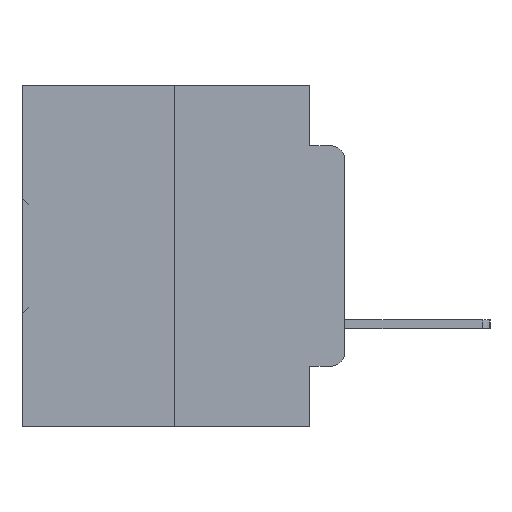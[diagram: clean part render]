
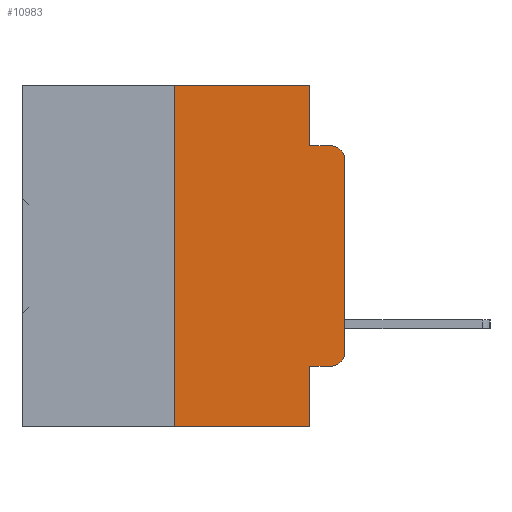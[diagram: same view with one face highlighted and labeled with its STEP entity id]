
A CAD part, left-side view. The second image highlights one B-rep face of the part: STEP entity #10983.
In plain terms, the highlighted planar face has unit normal (-1, 0, 0).
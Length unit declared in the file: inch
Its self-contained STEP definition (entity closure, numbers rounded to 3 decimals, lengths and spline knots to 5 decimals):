
#111 = VERTEX_POINT ( 'NONE', #24464 ) ;
#635 = CARTESIAN_POINT ( 'NONE',  ( 0., 0.051, 0. ) ) ;
#924 = DIRECTION ( 'NONE',  ( 0., 0., -1. ) ) ;
#2710 = CARTESIAN_POINT ( 'NONE',  ( 0., 0.473, -0.5 ) ) ;
#3904 = VERTEX_POINT ( 'NONE', #35260 ) ;
#3930 = DIRECTION ( 'NONE',  ( 0., -1., 0. ) ) ;
#4240 = CARTESIAN_POINT ( 'NONE',  ( 0., 0.051, -0.5 ) ) ;
#5071 = AXIS2_PLACEMENT_3D ( 'NONE', #14193, #33942, #17051 ) ;
#5541 = LINE ( 'NONE', #31315, #19903 ) ;
#5941 = ORIENTED_EDGE ( 'NONE', *, *, #21786, .T. ) ;
#6111 = VERTEX_POINT ( 'NONE', #25281 ) ;
#6958 = LINE ( 'NONE', #35070, #13737 ) ;
#7267 = CARTESIAN_POINT ( 'NONE',  ( 0., 0., 0. ) ) ;
#7646 = EDGE_CURVE ( 'NONE', #16604, #18316, #15010, .T. ) ;
#7690 = DIRECTION ( 'NONE',  ( -1., 0., 0. ) ) ;
#8074 = VECTOR ( 'NONE', #924, 39.37008 ) ;
#9412 = ORIENTED_EDGE ( 'NONE', *, *, #34960, .F. ) ;
#9464 = PLANE ( 'NONE',  #18828 ) ;
#9610 = EDGE_CURVE ( 'NONE', #10552, #16604, #22489, .T. ) ;
#9816 = VECTOR ( 'NONE', #23495, 39.37008 ) ;
#10408 = VECTOR ( 'NONE', #19939, 39.37008 ) ;
#10552 = VERTEX_POINT ( 'NONE', #19986 ) ;
#10853 = VECTOR ( 'NONE', #15195, 39.37008 ) ;
#10983 = ADVANCED_FACE ( 'NONE', ( #30916 ), #9464, .F. ) ;
#11322 = LINE ( 'NONE', #2710, #10408 ) ;
#11526 = CARTESIAN_POINT ( 'NONE',  ( 0., 0.051, 0. ) ) ;
#11755 = LINE ( 'NONE', #635, #10853 ) ;
#12037 = VECTOR ( 'NONE', #3930, 39.37008 ) ;
#12232 = ORIENTED_EDGE ( 'NONE', *, *, #19895, .T. ) ;
#12369 = DIRECTION ( 'NONE',  ( 0., 0., -1. ) ) ;
#12384 = ORIENTED_EDGE ( 'NONE', *, *, #23718, .F. ) ;
#12822 = CARTESIAN_POINT ( 'NONE',  ( 0., 0.02, -0.4115 ) ) ;
#12935 = LINE ( 'NONE', #24156, #12037 ) ;
#13737 = VECTOR ( 'NONE', #26648, 39.37008 ) ;
#14152 = ORIENTED_EDGE ( 'NONE', *, *, #36827, .F. ) ;
#14193 = CARTESIAN_POINT ( 'NONE',  ( 0., 0.02, -0.3915 ) ) ;
#15010 = CIRCLE ( 'NONE', #26580, 0.02 ) ;
#15195 = DIRECTION ( 'NONE',  ( 0., 0., -1. ) ) ;
#15433 = EDGE_CURVE ( 'NONE', #32838, #28166, #17443, .T. ) ;
#15796 = VECTOR ( 'NONE', #15836, 39.37008 ) ;
#15836 = DIRECTION ( 'NONE',  ( 0., 0., 1. ) ) ;
#16604 = VERTEX_POINT ( 'NONE', #19804 ) ;
#17051 = DIRECTION ( 'NONE',  ( 0., 0., -1. ) ) ;
#17443 = LINE ( 'NONE', #26207, #9816 ) ;
#17732 = ORIENTED_EDGE ( 'NONE', *, *, #15433, .F. ) ;
#17980 = CARTESIAN_POINT ( 'NONE',  ( 0., 0.473, 0. ) ) ;
#18316 = VERTEX_POINT ( 'NONE', #29509 ) ;
#18444 = VERTEX_POINT ( 'NONE', #4240 ) ;
#18828 = AXIS2_PLACEMENT_3D ( 'NONE', #17980, #29344, #12369 ) ;
#19804 = CARTESIAN_POINT ( 'NONE',  ( 0., 0., -0.1085 ) ) ;
#19895 = EDGE_CURVE ( 'NONE', #27830, #10552, #31574, .T. ) ;
#19903 = VECTOR ( 'NONE', #34099, 39.37008 ) ;
#19939 = DIRECTION ( 'NONE',  ( 0., -1., 0. ) ) ;
#19986 = CARTESIAN_POINT ( 'NONE',  ( 0., 0., -0.3915 ) ) ;
#20845 = ORIENTED_EDGE ( 'NONE', *, *, #9610, .T. ) ;
#20907 = ORIENTED_EDGE ( 'NONE', *, *, #34758, .T. ) ;
#21712 = CARTESIAN_POINT ( 'NONE',  ( 0., 0.25, 0. ) ) ;
#21786 = EDGE_CURVE ( 'NONE', #3904, #27830, #6958, .T. ) ;
#22489 = LINE ( 'NONE', #7267, #15796 ) ;
#23317 = LINE ( 'NONE', #35188, #8074 ) ;
#23495 = DIRECTION ( 'NONE',  ( 0., -1., 0. ) ) ;
#23718 = EDGE_CURVE ( 'NONE', #3904, #18444, #23317, .T. ) ;
#24156 = CARTESIAN_POINT ( 'NONE',  ( 0., 0.051, -0.0885 ) ) ;
#24464 = CARTESIAN_POINT ( 'NONE',  ( 0., 0.25, -0.5 ) ) ;
#24842 = CARTESIAN_POINT ( 'NONE',  ( 0., 0.02, -0.1085 ) ) ;
#25281 = CARTESIAN_POINT ( 'NONE',  ( 0., 0.051, -0.0885 ) ) ;
#26207 = CARTESIAN_POINT ( 'NONE',  ( 0., 0.473, 0. ) ) ;
#26571 = ORIENTED_EDGE ( 'NONE', *, *, #33105, .F. ) ;
#26580 = AXIS2_PLACEMENT_3D ( 'NONE', #24842, #7690, #27632 ) ;
#26648 = DIRECTION ( 'NONE',  ( 0., -1., 0. ) ) ;
#27632 = DIRECTION ( 'NONE',  ( 0., 0., -1. ) ) ;
#27830 = VERTEX_POINT ( 'NONE', #12822 ) ;
#28128 = ORIENTED_EDGE ( 'NONE', *, *, #7646, .T. ) ;
#28166 = VERTEX_POINT ( 'NONE', #11526 ) ;
#29344 = DIRECTION ( 'NONE',  ( 1., 0., 0. ) ) ;
#29509 = CARTESIAN_POINT ( 'NONE',  ( 0., 0.02, -0.0885 ) ) ;
#30916 = FACE_OUTER_BOUND ( 'NONE', #34898, .T. ) ;
#31315 = CARTESIAN_POINT ( 'NONE',  ( 0., 0.25, 0. ) ) ;
#31574 = CIRCLE ( 'NONE', #5071, 0.02 ) ;
#32838 = VERTEX_POINT ( 'NONE', #21712 ) ;
#33105 = EDGE_CURVE ( 'NONE', #111, #32838, #5541, .T. ) ;
#33942 = DIRECTION ( 'NONE',  ( -1., 0., 0. ) ) ;
#34099 = DIRECTION ( 'NONE',  ( 0., 0., 1. ) ) ;
#34758 = EDGE_CURVE ( 'NONE', #111, #18444, #11322, .T. ) ;
#34898 = EDGE_LOOP ( 'NONE', ( #20845, #28128, #14152, #9412, #17732, #26571, #20907, #12384, #5941, #12232 ) ) ;
#34960 = EDGE_CURVE ( 'NONE', #28166, #6111, #11755, .T. ) ;
#35070 = CARTESIAN_POINT ( 'NONE',  ( 0., 0.051, -0.4115 ) ) ;
#35188 = CARTESIAN_POINT ( 'NONE',  ( 0., 0.051, 0. ) ) ;
#35260 = CARTESIAN_POINT ( 'NONE',  ( 0., 0.051, -0.4115 ) ) ;
#36827 = EDGE_CURVE ( 'NONE', #6111, #18316, #12935, .T. ) ;
